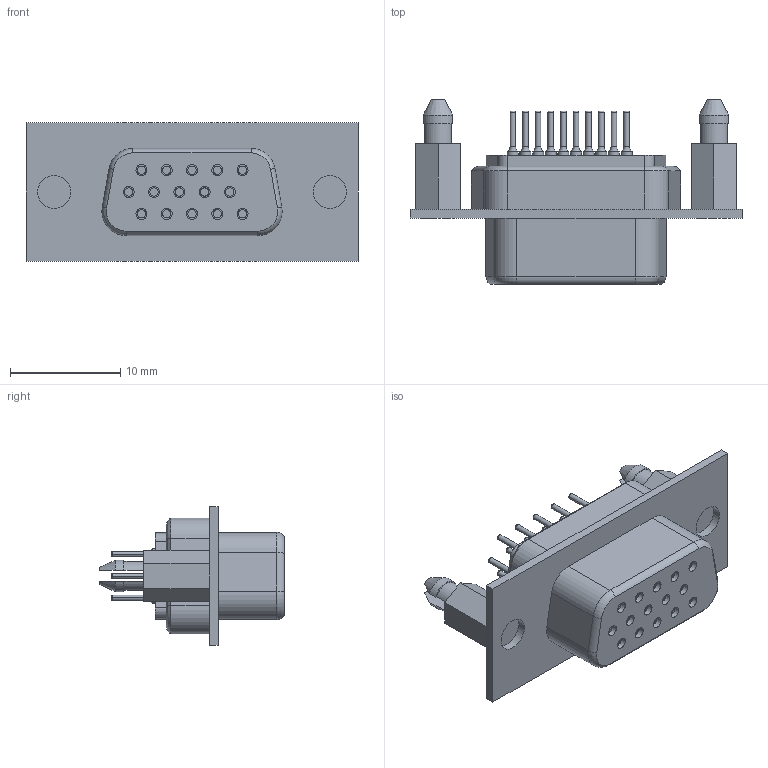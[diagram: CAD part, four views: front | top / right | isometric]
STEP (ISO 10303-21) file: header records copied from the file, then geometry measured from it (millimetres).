
FILE_DESCRIPTION( ('This file contains a STEP AP42 implementation' ,'as created by ZW3D STEP Interface translator.') ,'2;1' );
FILE_NAME( '6212-XXFYXXX01.stp' ,'231114.11 149', (''), ('ZWCAD Software Co.'), 'Version 1.0', 'ZW3D to STEP translator', '' );
FILE_SCHEMA(('AUTOMOTIVE_DESIGN { 1 0 10303 214 1 1 1 1 }'));
Length unit declared in the file: millimetre
Products named in the file (2): 0; 6212-15fxxxb01001
Bounding box: 30.1 x 16.75 x 12.55 mm (x, y, z)
Volume: 1985.7 mm3; surface area: 2106.7 mm2
Topology: 1 solids, 1 shells, 357 faces, 802 edges, 500 vertices
Faces by surface type: cylinder 170, plane 115, torus 68, cone 4
Entity records: 10495 total; most frequent: DIRECTION 1956, CARTESIAN_POINT 1750, ORIENTED_EDGE 1604, AXIS2_PLACEMENT_3D 808, EDGE_CURVE 802, VERTEX_POINT 500, CIRCLE 450, EDGE_LOOP 414
